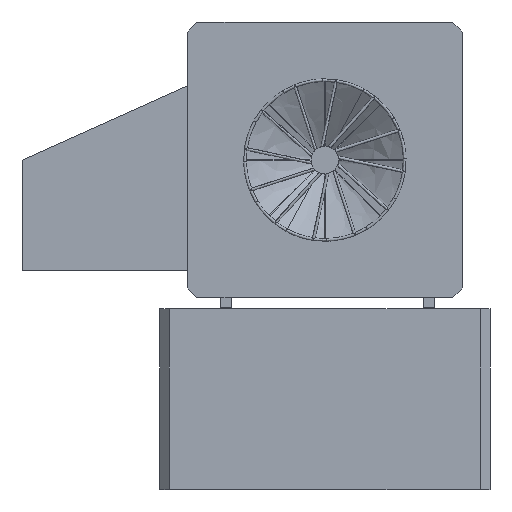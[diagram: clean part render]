
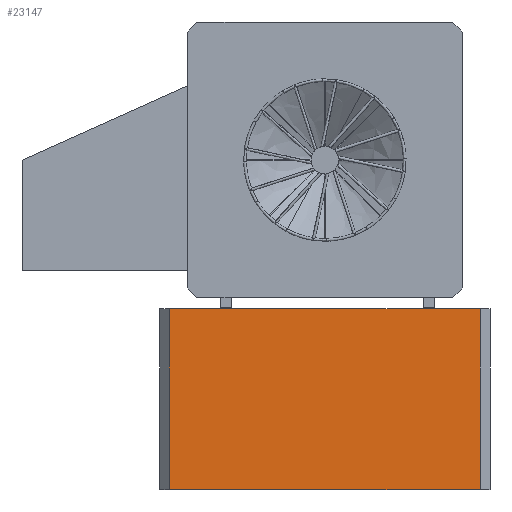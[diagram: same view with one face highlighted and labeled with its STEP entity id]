
A CAD part, front view. The second image highlights one B-rep face of the part: STEP entity #23147.
In plain terms, the highlighted free-form (B-spline) face has degree [1, 1] with [2, 2] control points.
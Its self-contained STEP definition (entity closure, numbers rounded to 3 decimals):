
#23017 = VERTEX_POINT('',#23018);
#23018 = CARTESIAN_POINT('',(-649.121,-356.379,
    -620.789));
#23023 = EDGE_CURVE('',#23024,#23017,#23026,.T.);
#23024 = VERTEX_POINT('',#23025);
#23025 = CARTESIAN_POINT('',(649.121,-356.379,
    -620.789));
#23026 = B_SPLINE_CURVE_WITH_KNOTS('',1,(#23027,#23028),.UNSPECIFIED.,
  .F.,.F.,(2,2),(-564.645,564.645),
  .PIECEWISE_BEZIER_KNOTS.);
#23027 = CARTESIAN_POINT('',(649.121,-356.379,
    -620.789));
#23028 = CARTESIAN_POINT('',(-649.121,-356.379,
    -620.789));
#23130 = VERTEX_POINT('',#23131);
#23131 = CARTESIAN_POINT('',(-649.121,-356.379,
    -1376.082));
#23136 = EDGE_CURVE('',#23017,#23130,#23137,.T.);
#23137 = B_SPLINE_CURVE_WITH_KNOTS('',1,(#23138,#23139),.UNSPECIFIED.,
  .F.,.F.,(2,2),(-328.5,328.5),.PIECEWISE_BEZIER_KNOTS.);
#23138 = CARTESIAN_POINT('',(-649.121,-356.379,
    -620.789));
#23139 = CARTESIAN_POINT('',(-649.121,-356.379,
    -1376.082));
#23147 = ADVANCED_FACE('',(#23148),#23164,.T.);
#23148 = FACE_BOUND('',#23149,.T.);
#23149 = EDGE_LOOP('',(#23150,#23157,#23158,#23159));
#23150 = ORIENTED_EDGE('',*,*,#23151,.F.);
#23151 = EDGE_CURVE('',#23024,#23152,#23154,.T.);
#23152 = VERTEX_POINT('',#23153);
#23153 = CARTESIAN_POINT('',(649.121,-356.379,
    -1376.082));
#23154 = B_SPLINE_CURVE_WITH_KNOTS('',1,(#23155,#23156),.UNSPECIFIED.,
  .F.,.F.,(2,2),(-328.5,328.5),.PIECEWISE_BEZIER_KNOTS.);
#23155 = CARTESIAN_POINT('',(649.121,-356.379,
    -620.789));
#23156 = CARTESIAN_POINT('',(649.121,-356.379,
    -1376.082));
#23157 = ORIENTED_EDGE('',*,*,#23023,.T.);
#23158 = ORIENTED_EDGE('',*,*,#23136,.T.);
#23159 = ORIENTED_EDGE('',*,*,#23160,.F.);
#23160 = EDGE_CURVE('',#23152,#23130,#23161,.T.);
#23161 = B_SPLINE_CURVE_WITH_KNOTS('',1,(#23162,#23163),.UNSPECIFIED.,
  .F.,.F.,(2,2),(-564.645,564.645),
  .PIECEWISE_BEZIER_KNOTS.);
#23162 = CARTESIAN_POINT('',(649.121,-356.379,
    -1376.082));
#23163 = CARTESIAN_POINT('',(-649.121,-356.379,
    -1376.082));
#23164 = B_SPLINE_SURFACE_WITH_KNOTS('',1,1,(
    (#23165,#23166)
    ,(#23167,#23168
    )),.UNSPECIFIED.,.F.,.F.,.F.,(2,2),(2,2),(0.,1129.289),(0.
    ,657.),.PIECEWISE_BEZIER_KNOTS.);
#23165 = CARTESIAN_POINT('',(649.121,-356.379,
    -620.789));
#23166 = CARTESIAN_POINT('',(649.121,-356.379,
    -1376.082));
#23167 = CARTESIAN_POINT('',(-649.121,-356.379,
    -620.789));
#23168 = CARTESIAN_POINT('',(-649.121,-356.379,
    -1376.082));
